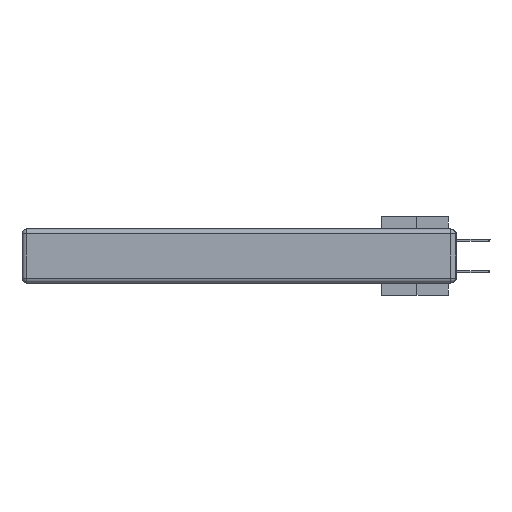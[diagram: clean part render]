
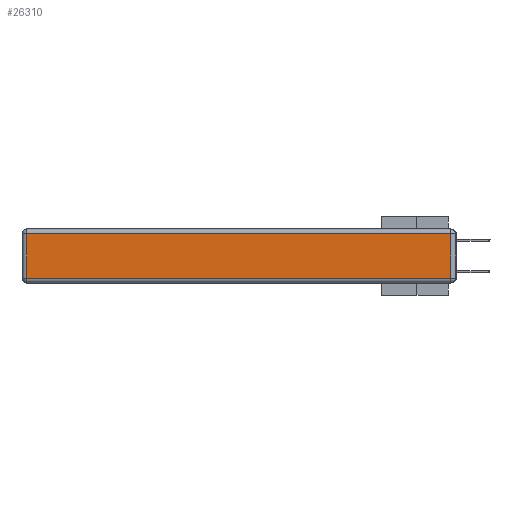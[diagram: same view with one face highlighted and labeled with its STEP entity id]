
A CAD part, left-side view. The second image highlights one B-rep face of the part: STEP entity #26310.
In plain terms, the highlighted planar face has unit normal (-1, 0, 0).
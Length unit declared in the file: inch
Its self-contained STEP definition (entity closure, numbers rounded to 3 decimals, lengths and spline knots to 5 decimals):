
#326 = EDGE_CURVE ( 'NONE', #6776, #1435, #12414, .T. ) ;
#1435 = VERTEX_POINT ( 'NONE', #18032 ) ;
#2534 = CARTESIAN_POINT ( 'NONE',  ( 0., 2.72, -0.313 ) ) ;
#3818 = LINE ( 'NONE', #26973, #29103 ) ;
#5918 = EDGE_CURVE ( 'NONE', #11317, #6184, #3818, .T. ) ;
#6184 = VERTEX_POINT ( 'NONE', #2534 ) ;
#6776 = VERTEX_POINT ( 'NONE', #7901 ) ;
#7901 = CARTESIAN_POINT ( 'NONE',  ( 0., 0.03, -0.313 ) ) ;
#8619 = ORIENTED_EDGE ( 'NONE', *, *, #12685, .T. ) ;
#8699 = EDGE_CURVE ( 'NONE', #6184, #6776, #24574, .T. ) ;
#11317 = VERTEX_POINT ( 'NONE', #24375 ) ;
#12112 = VECTOR ( 'NONE', #28686, 39.37008 ) ;
#12414 = LINE ( 'NONE', #27795, #16786 ) ;
#12685 = EDGE_CURVE ( 'NONE', #1435, #11317, #24149, .T. ) ;
#14741 = DIRECTION ( 'NONE',  ( 0., 1., 0. ) ) ;
#14943 = CARTESIAN_POINT ( 'NONE',  ( 0., 0., -0.343 ) ) ;
#16786 = VECTOR ( 'NONE', #25349, 39.37008 ) ;
#17714 = FACE_OUTER_BOUND ( 'NONE', #21796, .T. ) ;
#17778 = ORIENTED_EDGE ( 'NONE', *, *, #8699, .T. ) ;
#18032 = CARTESIAN_POINT ( 'NONE',  ( 0., 0.03, -0.03 ) ) ;
#18629 = CARTESIAN_POINT ( 'NONE',  ( 0., 0., -0.313 ) ) ;
#19170 = AXIS2_PLACEMENT_3D ( 'NONE', #14943, #30484, #25587 ) ;
#21796 = EDGE_LOOP ( 'NONE', ( #17778, #24669, #8619, #28220 ) ) ;
#22908 = VECTOR ( 'NONE', #14741, 39.37008 ) ;
#23005 = PLANE ( 'NONE',  #19170 ) ;
#24149 = LINE ( 'NONE', #27414, #22908 ) ;
#24375 = CARTESIAN_POINT ( 'NONE',  ( 0., 2.72, -0.03 ) ) ;
#24574 = LINE ( 'NONE', #18629, #12112 ) ;
#24669 = ORIENTED_EDGE ( 'NONE', *, *, #326, .T. ) ;
#25349 = DIRECTION ( 'NONE',  ( 0., 0., 1. ) ) ;
#25587 = DIRECTION ( 'NONE',  ( 0., 0., 1. ) ) ;
#26310 = ADVANCED_FACE ( 'NONE', ( #17714 ), #23005, .T. ) ;
#26973 = CARTESIAN_POINT ( 'NONE',  ( 0., 2.72, -0.343 ) ) ;
#27414 = CARTESIAN_POINT ( 'NONE',  ( 0., 2.75, -0.03 ) ) ;
#27795 = CARTESIAN_POINT ( 'NONE',  ( 0., 0.03, -0.343 ) ) ;
#28220 = ORIENTED_EDGE ( 'NONE', *, *, #5918, .T. ) ;
#28686 = DIRECTION ( 'NONE',  ( 0., -1., 0. ) ) ;
#29103 = VECTOR ( 'NONE', #32347, 39.37008 ) ;
#30484 = DIRECTION ( 'NONE',  ( -1., 0., 0. ) ) ;
#32347 = DIRECTION ( 'NONE',  ( 0., 0., -1. ) ) ;
